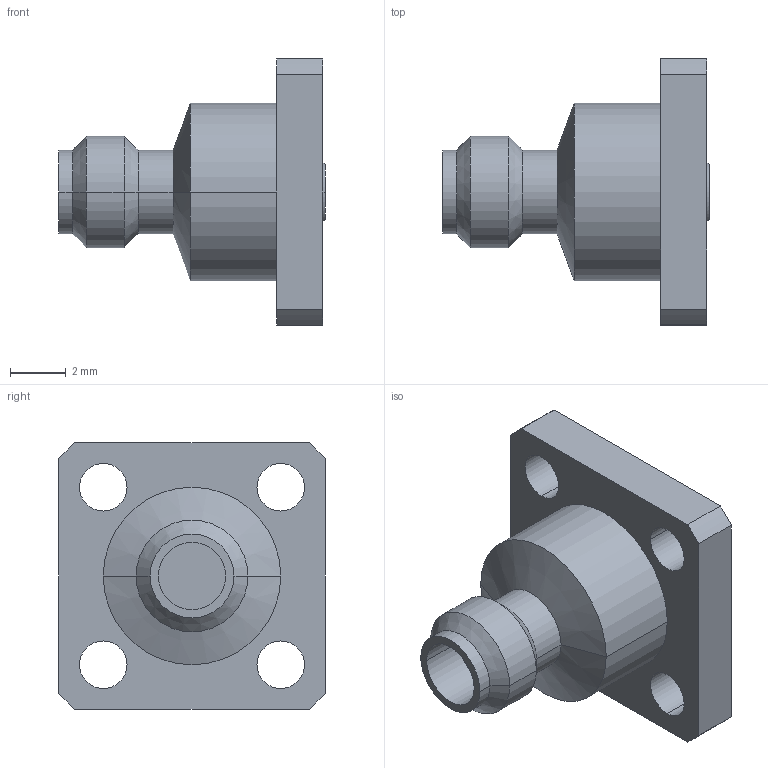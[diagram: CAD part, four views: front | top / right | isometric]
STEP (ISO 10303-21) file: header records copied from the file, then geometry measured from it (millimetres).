
FILE_DESCRIPTION (( 'STEP AP214' ), '1' );
FILE_NAME ('FMCN5520_3D.step', '2026-03-03T21:51:24', ( '' ), ( '' ), 'SwSTEP 2.0', 'SolidWorks 2025', '' );
FILE_SCHEMA (( 'AUTOMOTIVE_DESIGN' ));
Length unit declared in the file: inch
Products named in the file (3): Copy of 1.0-8f46d-em09^FMCN5520; Copy of 10-8F46D-EM09_1_1^Copy of 1.0-8f46d-em09_FMCN5520; FMCN5520_3D
Assembly tree (2 placements, depth 3):
  FMCN5520_3D
    Copy of 1.0-8f46d-em09^FMCN5520
      Copy of 10-8F46D-EM09_1_1^Copy of 1.0-8f46d-em09_FMCN5520
Bounding box: 9.55 x 9.52 x 9.52 mm (x, y, z)
Volume: 272.8 mm3; surface area: 389.7 mm2
Topology: 1 solids, 1 shells, 45 faces, 102 edges, 64 vertices
Faces by surface type: cylinder 26, plane 11, cone 8
Entity records: 1381 total; most frequent: DIRECTION 260, CARTESIAN_POINT 217, ORIENTED_EDGE 204, AXIS2_PLACEMENT_3D 107, EDGE_CURVE 102, VERTEX_POINT 64, EDGE_LOOP 58, CIRCLE 56
